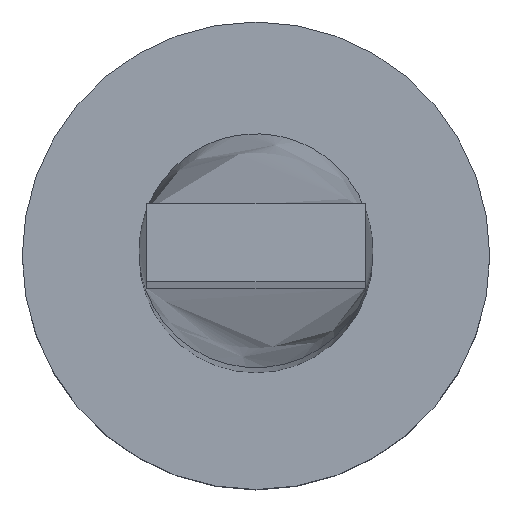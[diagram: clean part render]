
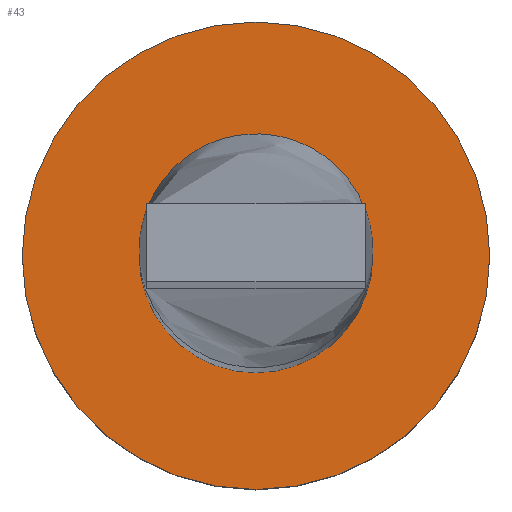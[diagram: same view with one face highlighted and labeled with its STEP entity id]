
A CAD part, top view. The second image highlights one B-rep face of the part: STEP entity #43.
In plain terms, the highlighted planar face has unit normal (0, 0, 1).
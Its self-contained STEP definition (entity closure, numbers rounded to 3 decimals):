
#12 = CARTESIAN_POINT ( 'NONE',  ( 0., 0., 3. ) ) ;
#28 = CARTESIAN_POINT ( 'NONE',  ( 1.5, 0., 3. ) ) ;
#31 = AXIS2_PLACEMENT_3D ( 'NONE', #89, #283, #50 ) ;
#43 = ADVANCED_FACE ( 'NONE', ( #233, #139 ), #95, .T. ) ;
#50 = DIRECTION ( 'NONE',  ( 1., 0., 0. ) ) ;
#61 = VERTEX_POINT ( 'NONE', #550 ) ;
#62 = AXIS2_PLACEMENT_3D ( 'NONE', #12, #327, #195 ) ;
#65 = CIRCLE ( 'NONE', #301, 3. ) ;
#67 = ORIENTED_EDGE ( 'NONE', *, *, #389, .F. ) ;
#89 = CARTESIAN_POINT ( 'NONE',  ( 0., 0., 3. ) ) ;
#95 = PLANE ( 'NONE',  #62 ) ;
#112 = CIRCLE ( 'NONE', #363, 1.5 ) ;
#118 = CIRCLE ( 'NONE', #199, 1.5 ) ;
#139 = FACE_OUTER_BOUND ( 'NONE', #387, .T. ) ;
#195 = DIRECTION ( 'NONE',  ( 1., 0., 0. ) ) ;
#199 = AXIS2_PLACEMENT_3D ( 'NONE', #242, #425, #491 ) ;
#233 = FACE_BOUND ( 'NONE', #328, .T. ) ;
#234 = DIRECTION ( 'NONE',  ( 0., 0., 1. ) ) ;
#242 = CARTESIAN_POINT ( 'NONE',  ( 0., 0., 3. ) ) ;
#257 = CARTESIAN_POINT ( 'NONE',  ( 0., 0., 3. ) ) ;
#283 = DIRECTION ( 'NONE',  ( 0., 0., 1. ) ) ;
#288 = VERTEX_POINT ( 'NONE', #403 ) ;
#301 = AXIS2_PLACEMENT_3D ( 'NONE', #257, #347, #441 ) ;
#319 = VERTEX_POINT ( 'NONE', #28 ) ;
#321 = EDGE_CURVE ( 'NONE', #61, #288, #65, .T. ) ;
#327 = DIRECTION ( 'NONE',  ( 0., 0., 1. ) ) ;
#328 = EDGE_LOOP ( 'NONE', ( #67, #368 ) ) ;
#347 = DIRECTION ( 'NONE',  ( 0., 0., 1. ) ) ;
#354 = CARTESIAN_POINT ( 'NONE',  ( 0., 0., 3. ) ) ;
#360 = CARTESIAN_POINT ( 'NONE',  ( -1.5, 0., 3. ) ) ;
#363 = AXIS2_PLACEMENT_3D ( 'NONE', #354, #234, #414 ) ;
#368 = ORIENTED_EDGE ( 'NONE', *, *, #396, .F. ) ;
#371 = EDGE_CURVE ( 'NONE', #288, #61, #377, .T. ) ;
#377 = CIRCLE ( 'NONE', #31, 3. ) ;
#387 = EDGE_LOOP ( 'NONE', ( #554, #463 ) ) ;
#389 = EDGE_CURVE ( 'NONE', #529, #319, #118, .T. ) ;
#396 = EDGE_CURVE ( 'NONE', #319, #529, #112, .T. ) ;
#403 = CARTESIAN_POINT ( 'NONE',  ( 3., 0., 3. ) ) ;
#414 = DIRECTION ( 'NONE',  ( 1., 0., 0. ) ) ;
#425 = DIRECTION ( 'NONE',  ( 0., 0., 1. ) ) ;
#441 = DIRECTION ( 'NONE',  ( 1., 0., 0. ) ) ;
#463 = ORIENTED_EDGE ( 'NONE', *, *, #371, .T. ) ;
#491 = DIRECTION ( 'NONE',  ( 1., 0., 0. ) ) ;
#529 = VERTEX_POINT ( 'NONE', #360 ) ;
#550 = CARTESIAN_POINT ( 'NONE',  ( -3., 0., 3. ) ) ;
#554 = ORIENTED_EDGE ( 'NONE', *, *, #321, .T. ) ;
